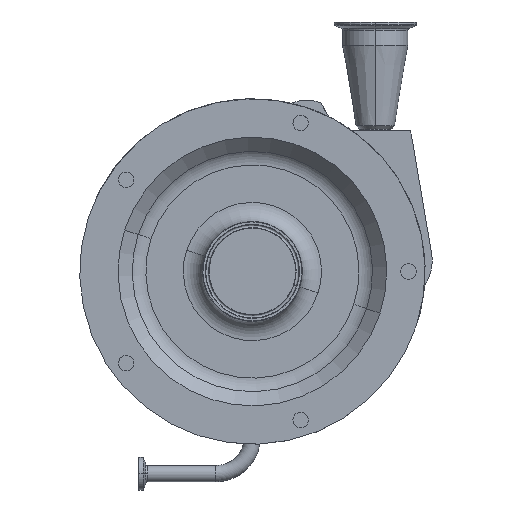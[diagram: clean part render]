
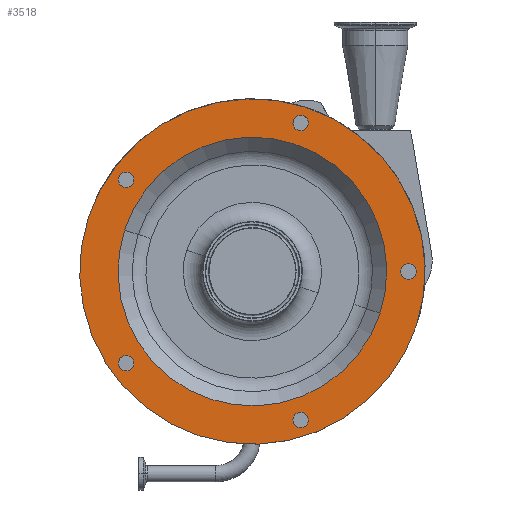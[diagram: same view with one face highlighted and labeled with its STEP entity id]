
A CAD part, top view. The second image highlights one B-rep face of the part: STEP entity #3518.
In plain terms, the highlighted planar face has unit normal (0, 0, 1).
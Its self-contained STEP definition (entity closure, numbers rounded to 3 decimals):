
#298 = CIRCLE ( 'NONE', #4642, 135. ) ;
#492 = AXIS2_PLACEMENT_3D ( 'NONE', #705, #16962, #6536 ) ;
#501 = CIRCLE ( 'NONE', #3928, 6. ) ;
#527 = AXIS2_PLACEMENT_3D ( 'NONE', #12720, #3774, #18705 ) ;
#624 = AXIS2_PLACEMENT_3D ( 'NONE', #1333, #16032, #12811 ) ;
#640 = DIRECTION ( 'NONE',  ( 0., 0., 1. ) ) ;
#705 = CARTESIAN_POINT ( 'NONE',  ( 122., 0., 241. ) ) ;
#1242 = FACE_BOUND ( 'NONE', #14754, .T. ) ;
#1333 = CARTESIAN_POINT ( 'NONE',  ( 12.052, 37.091, 241. ) ) ;
#1527 = CARTESIAN_POINT ( 'NONE',  ( 31.994, -117.883, 241. ) ) ;
#1780 = CARTESIAN_POINT ( 'NONE',  ( -95.173, 76.564, 241. ) ) ;
#1819 = CARTESIAN_POINT ( 'NONE',  ( 31.994, 117.883, 241. ) ) ;
#1825 = CARTESIAN_POINT ( 'NONE',  ( 122., -6., 241. ) ) ;
#1999 = VERTEX_POINT ( 'NONE', #13531 ) ;
#2532 = ORIENTED_EDGE ( 'NONE', *, *, #5840, .F. ) ;
#2590 = CARTESIAN_POINT ( 'NONE',  ( 37.7, -116.029, 241. ) ) ;
#2683 = CARTESIAN_POINT ( 'NONE',  ( 37.7, -116.029, 241. ) ) ;
#2757 = DIRECTION ( 'NONE',  ( 0., 0., 1. ) ) ;
#2854 = EDGE_CURVE ( 'NONE', #4205, #15414, #298, .T. ) ;
#3518 = ADVANCED_FACE ( 'NONE', ( #15746, #4248, #4149, #14486, #19094, #14582, #1242 ), #5517, .F. ) ;
#3615 = ORIENTED_EDGE ( 'NONE', *, *, #5547, .T. ) ;
#3636 = VERTEX_POINT ( 'NONE', #1819 ) ;
#3774 = DIRECTION ( 'NONE',  ( 0., 0., 1. ) ) ;
#3893 = DIRECTION ( 'NONE',  ( 0., 0., 1. ) ) ;
#3903 = ORIENTED_EDGE ( 'NONE', *, *, #2854, .T. ) ;
#3928 = AXIS2_PLACEMENT_3D ( 'NONE', #4714, #640, #6281 ) ;
#4070 = EDGE_CURVE ( 'NONE', #14367, #1999, #5607, .T. ) ;
#4149 = FACE_BOUND ( 'NONE', #6896, .T. ) ;
#4205 = VERTEX_POINT ( 'NONE', #15298 ) ;
#4248 = FACE_BOUND ( 'NONE', #4505, .T. ) ;
#4505 = EDGE_LOOP ( 'NONE', ( #10052, #15013 ) ) ;
#4642 = AXIS2_PLACEMENT_3D ( 'NONE', #5143, #3893, #16946 ) ;
#4672 = DIRECTION ( 'NONE',  ( 0., 0., 1. ) ) ;
#4714 = CARTESIAN_POINT ( 'NONE',  ( -98.7, -71.71, 241. ) ) ;
#4966 = CIRCLE ( 'NONE', #17742, 6. ) ;
#5112 = VERTEX_POINT ( 'NONE', #11526 ) ;
#5143 = CARTESIAN_POINT ( 'NONE',  ( 0., 0., 241. ) ) ;
#5370 = ORIENTED_EDGE ( 'NONE', *, *, #18200, .F. ) ;
#5452 = ORIENTED_EDGE ( 'NONE', *, *, #7481, .F. ) ;
#5517 = PLANE ( 'NONE',  #624 ) ;
#5547 = EDGE_CURVE ( 'NONE', #15414, #4205, #15763, .T. ) ;
#5607 = CIRCLE ( 'NONE', #19027, 6. ) ;
#5623 = DIRECTION ( 'NONE',  ( 0.951, -0.309, 0. ) ) ;
#5687 = AXIS2_PLACEMENT_3D ( 'NONE', #12974, #2757, #8689 ) ;
#5840 = EDGE_CURVE ( 'NONE', #6304, #15863, #14874, .T. ) ;
#6274 = CARTESIAN_POINT ( 'NONE',  ( -128.393, 41.717, 241. ) ) ;
#6281 = DIRECTION ( 'NONE',  ( -0.588, 0.809, 0. ) ) ;
#6304 = VERTEX_POINT ( 'NONE', #8741 ) ;
#6361 = DIRECTION ( 'NONE',  ( 0.588, 0.809, 0. ) ) ;
#6409 = AXIS2_PLACEMENT_3D ( 'NONE', #13252, #4672, #15010 ) ;
#6536 = DIRECTION ( 'NONE',  ( 0., -1., 0. ) ) ;
#6720 = CIRCLE ( 'NONE', #9822, 6. ) ;
#6721 = VERTEX_POINT ( 'NONE', #1527 ) ;
#6896 = EDGE_LOOP ( 'NONE', ( #15854, #10375 ) ) ;
#6920 = VERTEX_POINT ( 'NONE', #17524 ) ;
#6952 = DIRECTION ( 'NONE',  ( -0.951, -0.309, 0. ) ) ;
#7267 = CARTESIAN_POINT ( 'NONE',  ( 0., 0., 241. ) ) ;
#7481 = EDGE_CURVE ( 'NONE', #8503, #6920, #4966, .T. ) ;
#7522 = ORIENTED_EDGE ( 'NONE', *, *, #19110, .F. ) ;
#8008 = AXIS2_PLACEMENT_3D ( 'NONE', #7267, #14881, #19196 ) ;
#8080 = CIRCLE ( 'NONE', #11514, 105. ) ;
#8297 = CARTESIAN_POINT ( 'NONE',  ( 43.406, -114.175, 241. ) ) ;
#8503 = VERTEX_POINT ( 'NONE', #16948 ) ;
#8633 = DIRECTION ( 'NONE',  ( 0., 0., 1. ) ) ;
#8689 = DIRECTION ( 'NONE',  ( 0.951, -0.309, 0. ) ) ;
#8741 = CARTESIAN_POINT ( 'NONE',  ( -99.861, 32.447, 241. ) ) ;
#8812 = AXIS2_PLACEMENT_3D ( 'NONE', #9408, #15185, #15371 ) ;
#9093 = CIRCLE ( 'NONE', #5687, 6. ) ;
#9139 = EDGE_CURVE ( 'NONE', #12787, #6721, #14396, .T. ) ;
#9148 = DIRECTION ( 'NONE',  ( 0., 0., 1. ) ) ;
#9408 = CARTESIAN_POINT ( 'NONE',  ( 37.7, 116.029, 241. ) ) ;
#9672 = DIRECTION ( 'NONE',  ( -0.951, -0.309, 0. ) ) ;
#9822 = AXIS2_PLACEMENT_3D ( 'NONE', #2683, #15830, #9672 ) ;
#9835 = ORIENTED_EDGE ( 'NONE', *, *, #16485, .F. ) ;
#10052 = ORIENTED_EDGE ( 'NONE', *, *, #4070, .F. ) ;
#10066 = DIRECTION ( 'NONE',  ( -0.588, 0.809, 0. ) ) ;
#10182 = EDGE_CURVE ( 'NONE', #5112, #3636, #9093, .T. ) ;
#10301 = VERTEX_POINT ( 'NONE', #1780 ) ;
#10375 = ORIENTED_EDGE ( 'NONE', *, *, #9139, .F. ) ;
#10631 = AXIS2_PLACEMENT_3D ( 'NONE', #2590, #14564, #6952 ) ;
#10888 = ORIENTED_EDGE ( 'NONE', *, *, #12514, .F. ) ;
#11344 = CIRCLE ( 'NONE', #8812, 6. ) ;
#11459 = CARTESIAN_POINT ( 'NONE',  ( 0., 0., 241. ) ) ;
#11514 = AXIS2_PLACEMENT_3D ( 'NONE', #11459, #8633, #5623 ) ;
#11526 = CARTESIAN_POINT ( 'NONE',  ( 43.406, 114.175, 241. ) ) ;
#11980 = ORIENTED_EDGE ( 'NONE', *, *, #10182, .F. ) ;
#12026 = EDGE_LOOP ( 'NONE', ( #5452, #5370 ) ) ;
#12180 = CARTESIAN_POINT ( 'NONE',  ( 122., 0., 241. ) ) ;
#12514 = EDGE_CURVE ( 'NONE', #3636, #5112, #11344, .T. ) ;
#12689 = ORIENTED_EDGE ( 'NONE', *, *, #14188, .F. ) ;
#12720 = CARTESIAN_POINT ( 'NONE',  ( 0., 0., 241. ) ) ;
#12787 = VERTEX_POINT ( 'NONE', #8297 ) ;
#12811 = DIRECTION ( 'NONE',  ( 0., -1., 0. ) ) ;
#12974 = CARTESIAN_POINT ( 'NONE',  ( 37.7, 116.029, 241. ) ) ;
#13007 = CARTESIAN_POINT ( 'NONE',  ( -98.7, -71.71, 241. ) ) ;
#13252 = CARTESIAN_POINT ( 'NONE',  ( -98.7, 71.71, 241. ) ) ;
#13531 = CARTESIAN_POINT ( 'NONE',  ( 122., 6., 241. ) ) ;
#13552 = CIRCLE ( 'NONE', #6409, 6. ) ;
#13731 = DIRECTION ( 'NONE',  ( 0., -1., 0. ) ) ;
#13764 = CARTESIAN_POINT ( 'NONE',  ( -98.7, 71.71, 241. ) ) ;
#14134 = EDGE_LOOP ( 'NONE', ( #3903, #3615 ) ) ;
#14188 = EDGE_CURVE ( 'NONE', #15863, #6304, #8080, .T. ) ;
#14362 = CARTESIAN_POINT ( 'NONE',  ( 99.861, -32.447, 241. ) ) ;
#14367 = VERTEX_POINT ( 'NONE', #1825 ) ;
#14382 = DIRECTION ( 'NONE',  ( 0., 0., 1. ) ) ;
#14396 = CIRCLE ( 'NONE', #10631, 6. ) ;
#14486 = FACE_BOUND ( 'NONE', #12026, .T. ) ;
#14564 = DIRECTION ( 'NONE',  ( 0., 0., 1. ) ) ;
#14582 = FACE_BOUND ( 'NONE', #16124, .T. ) ;
#14754 = EDGE_LOOP ( 'NONE', ( #12689, #2532 ) ) ;
#14853 = CIRCLE ( 'NONE', #18907, 6. ) ;
#14874 = CIRCLE ( 'NONE', #8008, 105. ) ;
#14881 = DIRECTION ( 'NONE',  ( 0., 0., 1. ) ) ;
#15010 = DIRECTION ( 'NONE',  ( 0.588, 0.809, 0. ) ) ;
#15013 = ORIENTED_EDGE ( 'NONE', *, *, #16095, .F. ) ;
#15185 = DIRECTION ( 'NONE',  ( 0., 0., 1. ) ) ;
#15298 = CARTESIAN_POINT ( 'NONE',  ( 128.393, -41.717, 241. ) ) ;
#15371 = DIRECTION ( 'NONE',  ( 0.951, -0.309, 0. ) ) ;
#15414 = VERTEX_POINT ( 'NONE', #6274 ) ;
#15728 = CIRCLE ( 'NONE', #492, 6. ) ;
#15746 = FACE_OUTER_BOUND ( 'NONE', #14134, .T. ) ;
#15763 = CIRCLE ( 'NONE', #527, 135. ) ;
#15830 = DIRECTION ( 'NONE',  ( 0., 0., 1. ) ) ;
#15854 = ORIENTED_EDGE ( 'NONE', *, *, #18811, .F. ) ;
#15863 = VERTEX_POINT ( 'NONE', #14362 ) ;
#15990 = VERTEX_POINT ( 'NONE', #17969 ) ;
#16032 = DIRECTION ( 'NONE',  ( 0., 0., -1. ) ) ;
#16095 = EDGE_CURVE ( 'NONE', #1999, #14367, #15728, .T. ) ;
#16124 = EDGE_LOOP ( 'NONE', ( #11980, #10888 ) ) ;
#16485 = EDGE_CURVE ( 'NONE', #10301, #15990, #13552, .T. ) ;
#16946 = DIRECTION ( 'NONE',  ( 0.951, -0.309, 0. ) ) ;
#16948 = CARTESIAN_POINT ( 'NONE',  ( -102.227, -66.856, 241. ) ) ;
#16962 = DIRECTION ( 'NONE',  ( 0., 0., 1. ) ) ;
#17282 = EDGE_LOOP ( 'NONE', ( #9835, #7522 ) ) ;
#17524 = CARTESIAN_POINT ( 'NONE',  ( -95.173, -76.564, 241. ) ) ;
#17742 = AXIS2_PLACEMENT_3D ( 'NONE', #13007, #14382, #10066 ) ;
#17969 = CARTESIAN_POINT ( 'NONE',  ( -102.227, 66.856, 241. ) ) ;
#18200 = EDGE_CURVE ( 'NONE', #6920, #8503, #501, .T. ) ;
#18365 = DIRECTION ( 'NONE',  ( 0., 0., 1. ) ) ;
#18705 = DIRECTION ( 'NONE',  ( 0.951, -0.309, 0. ) ) ;
#18811 = EDGE_CURVE ( 'NONE', #6721, #12787, #6720, .T. ) ;
#18907 = AXIS2_PLACEMENT_3D ( 'NONE', #13764, #18365, #6361 ) ;
#19027 = AXIS2_PLACEMENT_3D ( 'NONE', #12180, #9148, #13731 ) ;
#19094 = FACE_BOUND ( 'NONE', #17282, .T. ) ;
#19110 = EDGE_CURVE ( 'NONE', #15990, #10301, #14853, .T. ) ;
#19196 = DIRECTION ( 'NONE',  ( 0.951, -0.309, 0. ) ) ;
